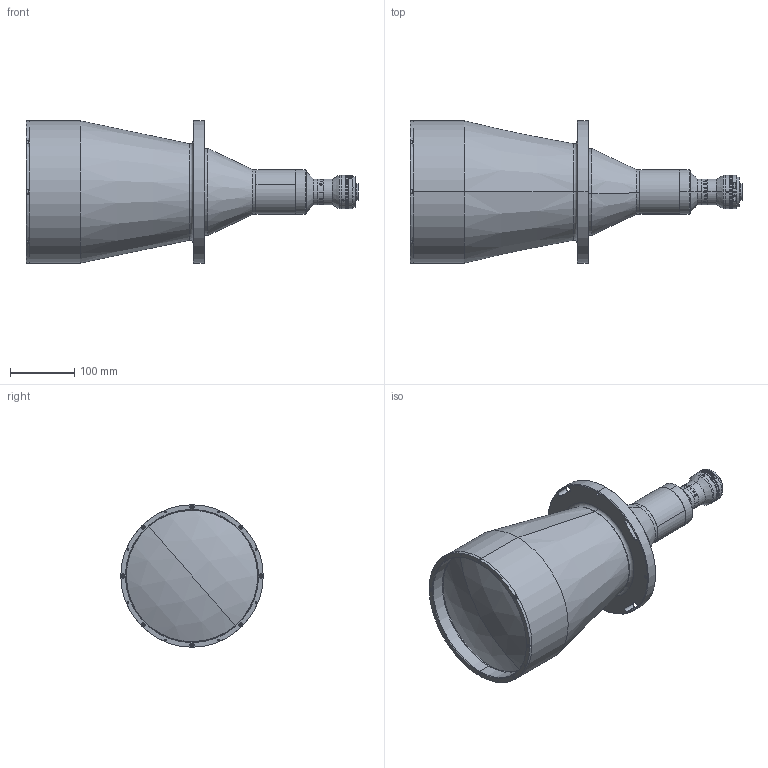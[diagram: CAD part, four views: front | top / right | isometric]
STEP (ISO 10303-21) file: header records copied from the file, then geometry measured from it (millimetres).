
FILE_DESCRIPTION (( 'STEP AP203' ), '1' );
FILE_NAME ('XF-PTL19519-C.STEP', '2019-07-23T02:34:51', ( 'puyufan' ), ( '' ), 'SwSTEP 2.0', 'SolidWorks 2014', '' );
FILE_SCHEMA (( 'CONFIG_CONTROL_DESIGN' ));
Length unit declared in the file: millimetre
Products named in the file (1): XF-PTL19519-C
Bounding box: 518.29 x 222 x 222 mm (x, y, z)
Surface area: 369371.2 mm2 (no closed solid volume)
Topology: 0 solids, 37 shells, 290 faces, 1263 edges, 1014 vertices
Faces by surface type: cylinder 143, plane 95, cone 32, torus 16, sphere 4
Entity records: 17850 total; most frequent: CARTESIAN_POINT 7486, DIRECTION 2159, ORIENTED_EDGE 1844, EDGE_CURVE 1263, VERTEX_POINT 1014, AXIS2_PLACEMENT_3D 833, CIRCLE 542, LINE 493
